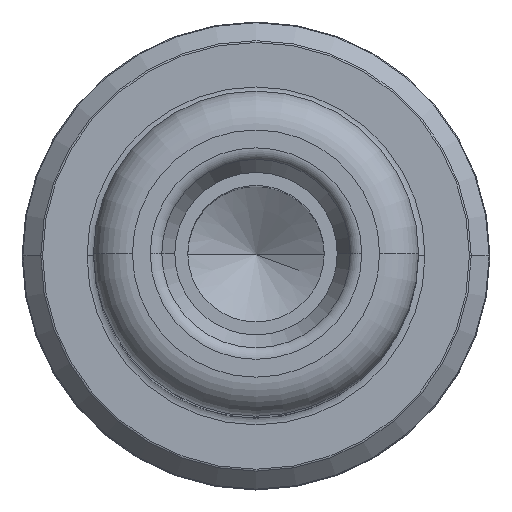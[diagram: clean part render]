
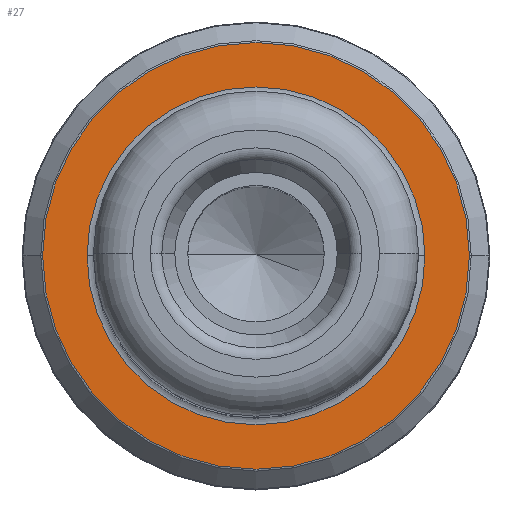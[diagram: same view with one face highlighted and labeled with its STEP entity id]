
A CAD part, top view. The second image highlights one B-rep face of the part: STEP entity #27.
In plain terms, the highlighted planar face has unit normal (0, 0, 1).
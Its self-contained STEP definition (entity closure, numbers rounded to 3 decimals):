
#27 = ADVANCED_FACE ( 'NONE', ( #1581, #3123 ), #2789, .T. ) ;
#62 = AXIS2_PLACEMENT_3D ( 'NONE', #2145, #2813, #3680 ) ;
#342 = DIRECTION ( 'NONE',  ( 0., 0., 1. ) ) ;
#437 = EDGE_CURVE ( 'NONE', #2201, #3364, #3434, .T. ) ;
#524 = CIRCLE ( 'NONE', #1039, 16.417 ) ;
#661 = EDGE_CURVE ( 'NONE', #881, #2727, #1774, .T. ) ;
#711 = CARTESIAN_POINT ( 'NONE',  ( 0., 0., 26. ) ) ;
#728 = DIRECTION ( 'NONE',  ( 0., 0., -1. ) ) ;
#832 = CARTESIAN_POINT ( 'NONE',  ( 13., 0., 26. ) ) ;
#881 = VERTEX_POINT ( 'NONE', #832 ) ;
#914 = DIRECTION ( 'NONE',  ( 0., 0., 1. ) ) ;
#960 = EDGE_LOOP ( 'NONE', ( #1991, #3446 ) ) ;
#964 = DIRECTION ( 'NONE',  ( -1., 0., 0. ) ) ;
#1039 = AXIS2_PLACEMENT_3D ( 'NONE', #1537, #914, #3370 ) ;
#1118 = CARTESIAN_POINT ( 'NONE',  ( -16.417, 0., 26. ) ) ;
#1155 = EDGE_CURVE ( 'NONE', #3364, #2201, #524, .T. ) ;
#1229 = ORIENTED_EDGE ( 'NONE', *, *, #437, .T. ) ;
#1286 = CARTESIAN_POINT ( 'NONE',  ( 0., 0., 26. ) ) ;
#1288 = DIRECTION ( 'NONE',  ( 1., 0., 0. ) ) ;
#1402 = CARTESIAN_POINT ( 'NONE',  ( -13., 0., 26. ) ) ;
#1537 = CARTESIAN_POINT ( 'NONE',  ( 0., 0., 26. ) ) ;
#1545 = AXIS2_PLACEMENT_3D ( 'NONE', #711, #342, #1288 ) ;
#1581 = FACE_BOUND ( 'NONE', #960, .T. ) ;
#1774 = CIRCLE ( 'NONE', #2095, 13. ) ;
#1840 = AXIS2_PLACEMENT_3D ( 'NONE', #1286, #728, #3550 ) ;
#1991 = ORIENTED_EDGE ( 'NONE', *, *, #3334, .T. ) ;
#2095 = AXIS2_PLACEMENT_3D ( 'NONE', #3746, #3441, #964 ) ;
#2145 = CARTESIAN_POINT ( 'NONE',  ( 0., 0., 26. ) ) ;
#2201 = VERTEX_POINT ( 'NONE', #2305 ) ;
#2305 = CARTESIAN_POINT ( 'NONE',  ( 16.417, 0., 26. ) ) ;
#2599 = EDGE_LOOP ( 'NONE', ( #1229, #3915 ) ) ;
#2727 = VERTEX_POINT ( 'NONE', #1402 ) ;
#2789 = PLANE ( 'NONE',  #62 ) ;
#2813 = DIRECTION ( 'NONE',  ( 0., 0., 1. ) ) ;
#2843 = CIRCLE ( 'NONE', #1840, 13. ) ;
#3123 = FACE_OUTER_BOUND ( 'NONE', #2599, .T. ) ;
#3334 = EDGE_CURVE ( 'NONE', #2727, #881, #2843, .T. ) ;
#3364 = VERTEX_POINT ( 'NONE', #1118 ) ;
#3370 = DIRECTION ( 'NONE',  ( 1., 0., 0. ) ) ;
#3434 = CIRCLE ( 'NONE', #1545, 16.417 ) ;
#3441 = DIRECTION ( 'NONE',  ( 0., 0., -1. ) ) ;
#3446 = ORIENTED_EDGE ( 'NONE', *, *, #661, .T. ) ;
#3550 = DIRECTION ( 'NONE',  ( -1., 0., 0. ) ) ;
#3680 = DIRECTION ( 'NONE',  ( 1., 0., 0. ) ) ;
#3746 = CARTESIAN_POINT ( 'NONE',  ( 0., 0., 26. ) ) ;
#3915 = ORIENTED_EDGE ( 'NONE', *, *, #1155, .T. ) ;
